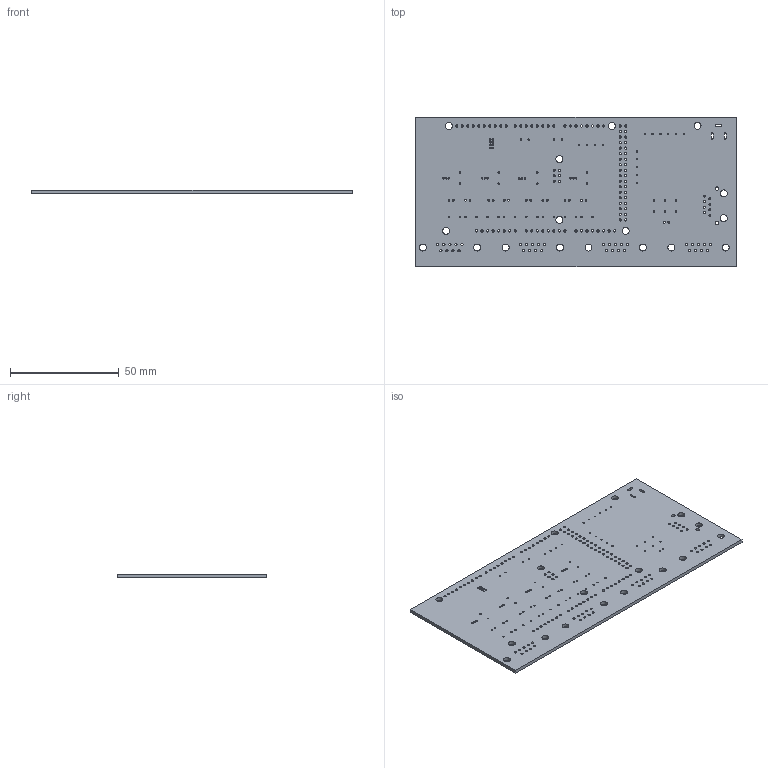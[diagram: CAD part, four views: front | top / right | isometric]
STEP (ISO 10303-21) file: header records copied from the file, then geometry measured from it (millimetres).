
FILE_DESCRIPTION(('KiCad electronic assembly'),'2;1');
FILE_NAME('TCC_Flow.step','2022-04-22T22:45:03',('Pcbnew'),('Kicad'), 'Open CASCADE STEP processor 7.6','KiCad to STEP converter','Unknown' );
FILE_SCHEMA(('AUTOMOTIVE_DESIGN { 1 0 10303 214 1 1 1 1 }'));
Length unit declared in the file: millimetre
Products named in the file (2): TCC_Flow 1; _autosave-TCC_Flow PCB
Assembly tree (1 placements, depth 2):
  TCC_Flow 1
    _autosave-TCC_Flow PCB
Bounding box: 147.32 x 68.58 x 1.6 mm (x, y, z)
Volume: 15698.1 mm3; surface area: 21633.4 mm2
Topology: 1 solids, 1 shells, 260 faces, 774 edges, 516 vertices
Faces by surface type: cylinder 248, plane 12
Full cylindrical faces by diameter (mm): 0.6 x19, 0.7 x38, 0.75 x12, 0.8 x18, 0.9 x8, 1 x36, 1.016 x92, 1.6 x2, 3.2 x15, 3.25 x2
Entity records: 20123 total; most frequent: DIRECTION 3342, CARTESIAN_POINT 3100, ORIENTED_EDGE 1548, PCURVE 1548, DEFINITIONAL_REPRESENTATION 1548, LINE 1330, VECTOR 1330, CIRCLE 992
